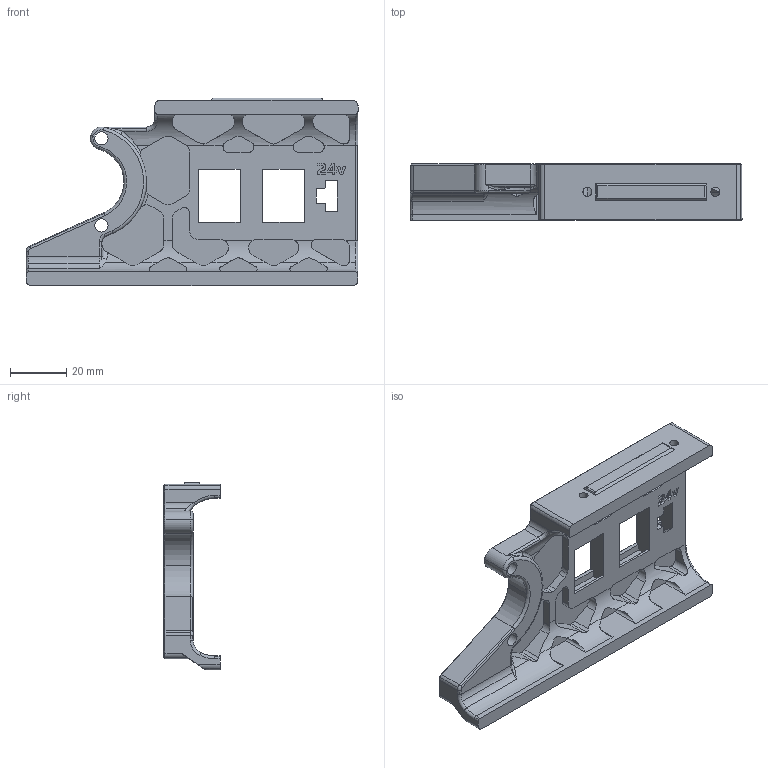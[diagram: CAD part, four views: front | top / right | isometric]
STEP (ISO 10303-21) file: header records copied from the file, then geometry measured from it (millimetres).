
FILE_DESCRIPTION (( 'STEP AP203' ), '1' );
FILE_NAME ('Voron_2.4_Keystone_Microfit_Skirt.STEP', '2025-02-08T16:13:27', ( '' ), ( '' ), 'SwSTEP 2.0', 'SolidWorks 2025', '' );
FILE_SCHEMA (( 'CONFIG_CONTROL_DESIGN' ));
Length unit declared in the file: millimetre
Products named in the file (1): Voron_2.4_Keystone_Microfit_Skirt
Bounding box: 118 x 20 x 66.8 mm (x, y, z)
Volume: 46030.2 mm3; surface area: 21953.8 mm2
Topology: 1 solids, 1 shells, 377 faces, 1047 edges, 674 vertices
Faces by surface type: plane 176, cylinder 155, bspline 17, cone 16, torus 13
Entity records: 13513 total; most frequent: CARTESIAN_POINT 3980, ORIENTED_EDGE 2086, DIRECTION 1871, EDGE_CURVE 1043, VERTEX_POINT 674, AXIS2_PLACEMENT_3D 630, VECTOR 611, LINE 611
